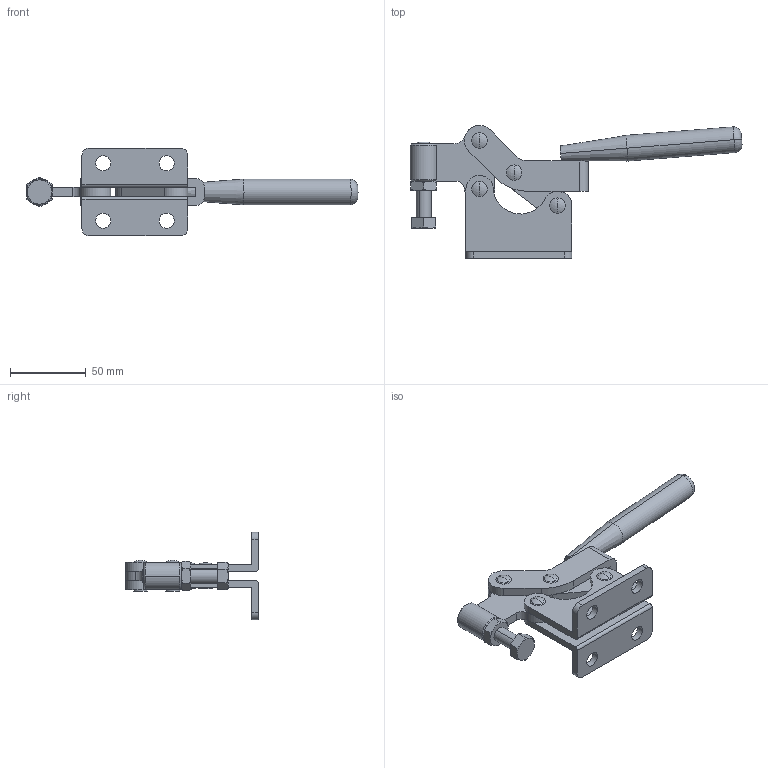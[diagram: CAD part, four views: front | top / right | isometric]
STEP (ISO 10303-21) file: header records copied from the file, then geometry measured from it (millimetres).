
FILE_DESCRIPTION (( 'STEP AP203' ), '1' );
FILE_NAME ('GH-20448.STEP', '2012-03-08T03:25:01', ( 'user' ), ( '' ), 'SwSTEP 2.0', 'SolidWorks 2008', '' );
FILE_SCHEMA (( 'CONFIG_CONTROL_DESIGN' ));
Length unit declared in the file: millimetre
Products named in the file (12): 12044813_預設; 鏡射12044813_預設; GH-SA-105015_預設; 12044802_預設; AGH-SA-105015_預設; GH-20448; 12044801_預設; 12044808_預設; 12044805_預設; GH-20448 Revit-2_預設; GH-20448 Revit-1_預設; Hexagon Nut_3_JIS_JIS B 1181 Hexagon nut - Class 3 Finished M10 --N
Assembly tree (13 placements, depth 3):
  GH-20448
    AGH-SA-105015_預設
      GH-SA-105015_預設
      Hexagon Nut_3_JIS_JIS B 1181 Hexagon nut - Class 3 Finished M10 --N
    GH-20448 Revit-2_預設  x2
    鏡射12044813_預設
    12044801_預設
    GH-20448 Revit-1_預設  x2
    12044813_預設
    12044808_預設
    12044805_預設
    12044802_預設
Bounding box: 219.49 x 87.87 x 58 mm (x, y, z)
Volume: 103403.5 mm3; surface area: 50319 mm2
Topology: 11 solids, 12 shells, 205 faces, 484 edges, 312 vertices
Faces by surface type: cylinder 93, plane 70, cone 32, sphere 8, torus 2
Entity records: 7076 total; most frequent: CARTESIAN_POINT 1173, DIRECTION 1030, ORIENTED_EDGE 904, EDGE_CURVE 452, AXIS2_PLACEMENT_3D 415, VERTEX_POINT 290, EDGE_LOOP 228, CIRCLE 210
